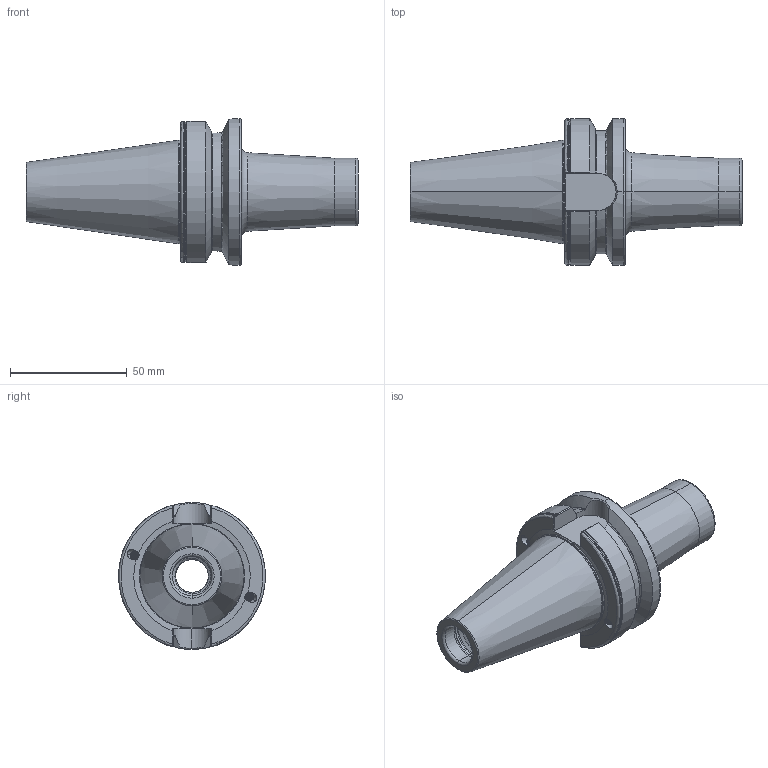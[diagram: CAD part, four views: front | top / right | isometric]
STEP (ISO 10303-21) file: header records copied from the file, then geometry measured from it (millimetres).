
FILE_DESCRIPTION (( 'STEP AP203' ), '1' );
FILE_NAME ('DC.406.06.16.1.STEP', '2017-10-18T03:30:26', ( '' ), ( '' ), 'SwSTEP 2.0', 'SolidWorks 2012', '' );
FILE_SCHEMA (( 'CONFIG_CONTROL_DESIGN' ));
Length unit declared in the file: millimetre
Products named in the file (1): DC.406.06.16.1
Bounding box: 142.4 x 63 x 63 mm (x, y, z)
Volume: 147981.7 mm3; surface area: 31799.4 mm2
Topology: 1 solids, 1 shells, 204 faces, 550 edges, 349 vertices
Faces by surface type: cylinder 98, torus 38, plane 33, cone 21, bspline 14
Entity records: 13133 total; most frequent: CARTESIAN_POINT 8549, ORIENTED_EDGE 1100, DIRECTION 805, EDGE_CURVE 550, VERTEX_POINT 349, AXIS2_PLACEMENT_3D 326, EDGE_LOOP 211, ADVANCED_FACE 204
